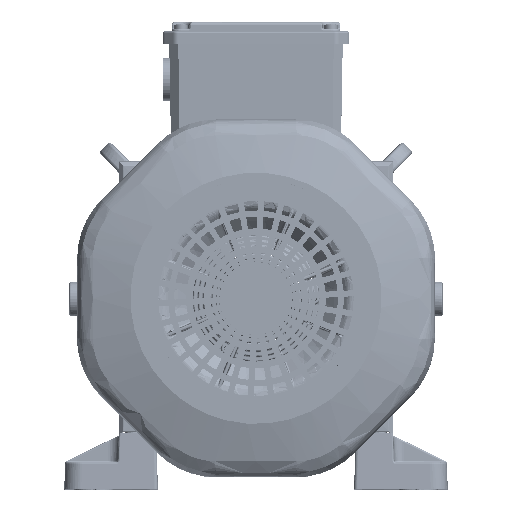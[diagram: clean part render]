
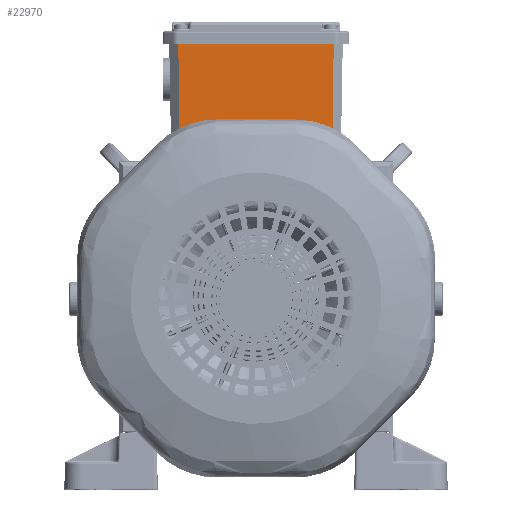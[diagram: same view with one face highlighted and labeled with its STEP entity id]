
A CAD part, top view. The second image highlights one B-rep face of the part: STEP entity #22970.
In plain terms, the highlighted planar face has unit normal (0, -0.018, 1).
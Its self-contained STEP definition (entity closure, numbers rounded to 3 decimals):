
#14471=PLANE('',#134194);
#22970=ADVANCED_FACE('',(#30134),#14471,.T.);
#30134=FACE_OUTER_BOUND('',#37152,.T.);
#37152=EDGE_LOOP('',(#69458,#69459,#69460,#69461));
#69458=ORIENTED_EDGE('',*,*,#107143,.T.);
#69459=ORIENTED_EDGE('',*,*,#107142,.F.);
#69460=ORIENTED_EDGE('',*,*,#107144,.F.);
#69461=ORIENTED_EDGE('',*,*,#107145,.T.);
#87371=VERTEX_POINT('',#260827);
#87374=VERTEX_POINT('',#260832);
#87375=VERTEX_POINT('',#260836);
#87376=VERTEX_POINT('',#260838);
#107142=EDGE_CURVE('',#87374,#87371,#117118,.T.);
#107143=EDGE_CURVE('',#87375,#87371,#117119,.T.);
#107144=EDGE_CURVE('',#87376,#87374,#117120,.T.);
#107145=EDGE_CURVE('',#87376,#87375,#117121,.T.);
#117118=LINE('',#260833,#123880);
#117119=LINE('',#260835,#123881);
#117120=LINE('',#260837,#123882);
#117121=LINE('',#260839,#123883);
#123880=VECTOR('',#158251,1.);
#123881=VECTOR('',#158254,1.);
#123882=VECTOR('',#158255,1.);
#123883=VECTOR('',#158256,1.);
#134194=AXIS2_PLACEMENT_3D('',#260840,#158257,#158258);
#158251=DIRECTION('',(-0.007,1.,0.017));
#158254=DIRECTION('',(-1.,0.,0.));
#158255=DIRECTION('',(-1.,0.,0.));
#158256=DIRECTION('',(0.007,1.,0.017));
#158257=DIRECTION('',(0.,-0.017,1.));
#158258=DIRECTION('',(0.,1.,0.017));
#260827=CARTESIAN_POINT('',(-45.548,149.5,75.408));
#260832=CARTESIAN_POINT('',(-45.172,97.5,74.5));
#260833=CARTESIAN_POINT('',(-45.172,97.5,74.5));
#260835=CARTESIAN_POINT('',(52.,149.5,75.408));
#260836=CARTESIAN_POINT('',(45.548,149.5,75.408));
#260837=CARTESIAN_POINT('',(45.172,97.5,74.5));
#260838=CARTESIAN_POINT('',(45.172,97.5,74.5));
#260839=CARTESIAN_POINT('',(45.172,97.5,74.5));
#260840=CARTESIAN_POINT('',(45.172,97.5,74.5));
